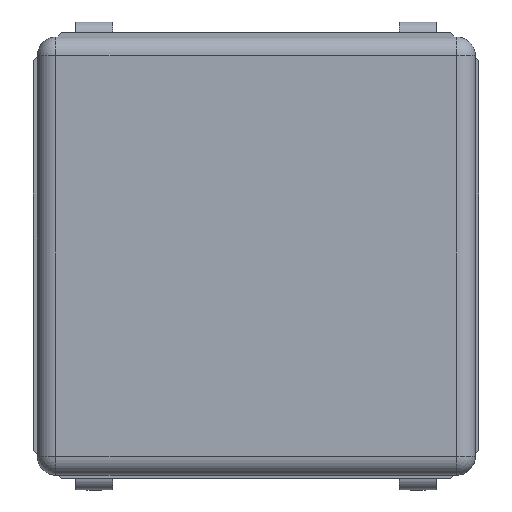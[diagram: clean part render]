
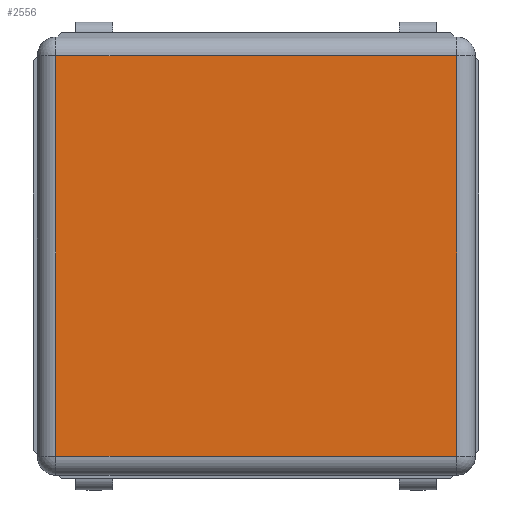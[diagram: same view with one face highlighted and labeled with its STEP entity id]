
A CAD part, top view. The second image highlights one B-rep face of the part: STEP entity #2556.
In plain terms, the highlighted planar face has unit normal (0, 0, 1).
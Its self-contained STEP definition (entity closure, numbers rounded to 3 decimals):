
#148=PLANE('',#2795);
#281=FACE_OUTER_BOUND('',#443,.T.);
#443=EDGE_LOOP('',(#2013,#2014,#2015,#2016));
#638=LINE('',#3955,#902);
#640=LINE('',#3963,#904);
#642=LINE('',#3971,#906);
#644=LINE('',#3978,#908);
#902=VECTOR('',#3188,5.12);
#904=VECTOR('',#3196,5.12);
#906=VECTOR('',#3204,5.12);
#908=VECTOR('',#3212,5.12);
#1239=VERTEX_POINT('',#3948);
#1242=VERTEX_POINT('',#3953);
#1243=VERTEX_POINT('',#3957);
#1246=VERTEX_POINT('',#3965);
#1510=EDGE_CURVE('',#1242,#1239,#638,.T.);
#1514=EDGE_CURVE('',#1239,#1243,#640,.T.);
#1518=EDGE_CURVE('',#1243,#1246,#642,.T.);
#1522=EDGE_CURVE('',#1246,#1242,#644,.T.);
#2013=ORIENTED_EDGE('',*,*,#1510,.F.);
#2014=ORIENTED_EDGE('',*,*,#1522,.F.);
#2015=ORIENTED_EDGE('',*,*,#1518,.F.);
#2016=ORIENTED_EDGE('',*,*,#1514,.F.);
#2556=ADVANCED_FACE('',(#281),#148,.T.);
#2795=AXIS2_PLACEMENT_3D('',#4005,#3248,#3249);
#3188=DIRECTION('',(-1.,0.,0.));
#3196=DIRECTION('',(0.,1.,0.));
#3204=DIRECTION('',(1.,0.,0.));
#3212=DIRECTION('',(0.,-1.,0.));
#3248=DIRECTION('center_axis',(0.,0.,1.));
#3249=DIRECTION('ref_axis',(1.,0.,0.));
#3948=CARTESIAN_POINT('',(0.594,-5.4,1.032));
#3953=CARTESIAN_POINT('',(6.124,-5.4,1.032));
#3955=CARTESIAN_POINT('',(1.848,-5.4,1.032));
#3957=CARTESIAN_POINT('',(0.594,0.13,1.032));
#3963=CARTESIAN_POINT('',(0.594,-1.125,1.032));
#3965=CARTESIAN_POINT('',(6.124,0.13,1.032));
#3971=CARTESIAN_POINT('',(4.869,0.13,1.032));
#3978=CARTESIAN_POINT('',(6.124,-4.145,1.032));
#4005=CARTESIAN_POINT('Origin',(3.359,-2.635,1.032));
